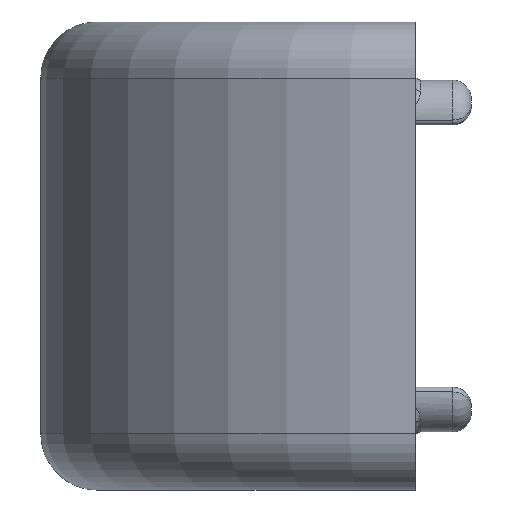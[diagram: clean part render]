
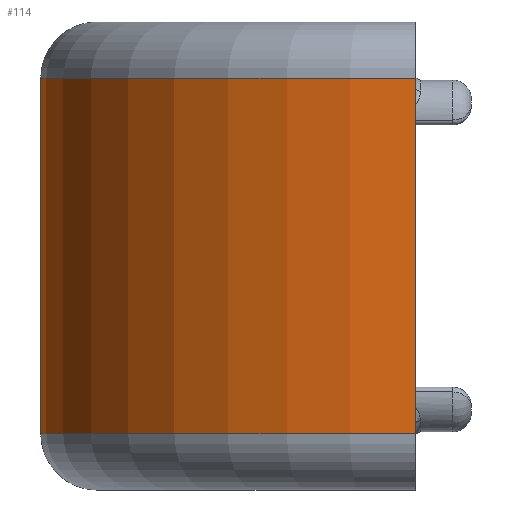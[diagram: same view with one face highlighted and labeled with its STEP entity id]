
A CAD part, front view. The second image highlights one B-rep face of the part: STEP entity #114.
In plain terms, the highlighted cylindrical face has radius 20 mm (diameter 40 mm), a partial arc.
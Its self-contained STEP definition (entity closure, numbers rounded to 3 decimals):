
#114=ADVANCED_FACE('NONE',(#347),#348,.T.);
#347=FACE_OUTER_BOUND('',#1089,.T.);
#348=CYLINDRICAL_SURFACE('',#1090,20.0);
#1089=EDGE_LOOP('',(#2103,#2104,#2105,#2106));
#1090=AXIS2_PLACEMENT_3D('',#2107,#2108,#2109);
#2103=ORIENTED_EDGE('',*,*,#2961,.F.);
#2104=ORIENTED_EDGE('',*,*,#3037,.T.);
#2105=ORIENTED_EDGE('',*,*,#2988,.T.);
#2106=ORIENTED_EDGE('',*,*,#3038,.T.);
#2107=CARTESIAN_POINT('',(0.0,0.0,25.0));
#2108=DIRECTION('',(0.0,0.0,1.0));
#2109=DIRECTION('',(-1.0,0.0,0.0));
#2961=EDGE_CURVE('NONE',#3478,#3480,#3481,.T.);
#2988=EDGE_CURVE('NONE',#3523,#3521,#3524,.T.);
#3037=EDGE_CURVE('NONE',#3478,#3523,#3606,.T.);
#3038=EDGE_CURVE('NONE',#3521,#3480,#3607,.T.);
#3478=VERTEX_POINT('NONE',#4535);
#3480=VERTEX_POINT('NONE',#4537);
#3481=LINE('',#4538,#4539);
#3521=VERTEX_POINT('NONE',#4605);
#3523=VERTEX_POINT('NONE',#4607);
#3524=LINE('',#4608,#4609);
#3606=CIRCLE('',#4751,20.0);
#3607=CIRCLE('',#4752,20.0);
#4535=CARTESIAN_POINT('',(0.0,-20.0,22.0));
#4537=CARTESIAN_POINT('',(0.0,-20.0,3.0));
#4538=CARTESIAN_POINT('',(0.0,-20.0,25.0));
#4539=VECTOR('',#5468,1000.0);
#4605=CARTESIAN_POINT('',(-20.0,0.0,3.0));
#4607=CARTESIAN_POINT('',(-20.0,0.0,22.0));
#4608=CARTESIAN_POINT('',(-20.0,0.0,25.0));
#4609=VECTOR('',#5509,1000.0);
#4751=AXIS2_PLACEMENT_3D('',#5586,#5587,#5588);
#4752=AXIS2_PLACEMENT_3D('',#5589,#5590,#5591);
#5468=DIRECTION('',(-0.0,-0.0,-1.0));
#5509=DIRECTION('',(-0.0,-0.0,-1.0));
#5586=CARTESIAN_POINT('',(0.0,0.0,22.0));
#5587=DIRECTION('',(0.0,0.0,-1.0));
#5588=DIRECTION('',(1.0,0.0,0.0));
#5589=CARTESIAN_POINT('',(0.0,0.0,3.0));
#5590=DIRECTION('',(0.0,0.0,1.0));
#5591=DIRECTION('',(1.0,0.0,0.0));
